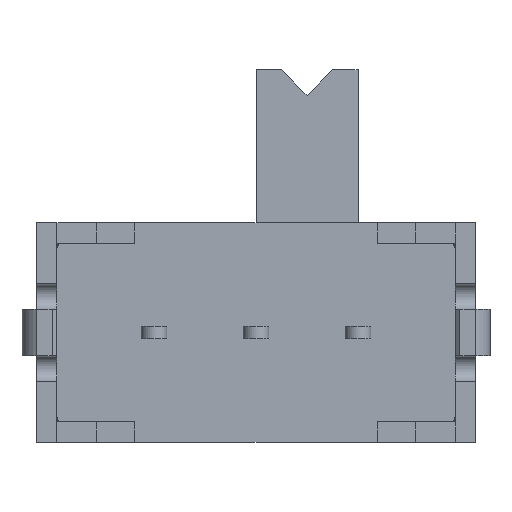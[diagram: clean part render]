
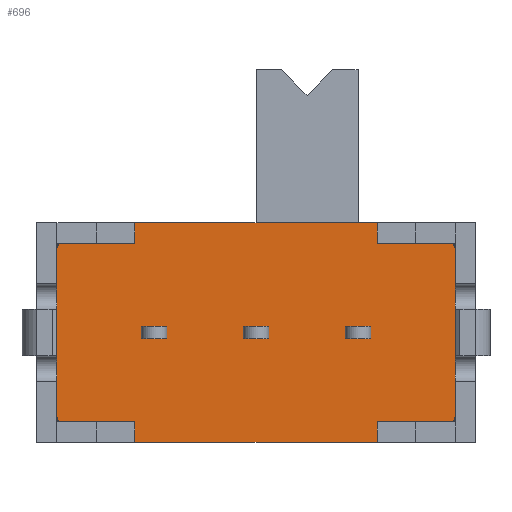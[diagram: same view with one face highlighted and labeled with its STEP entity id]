
A CAD part, front view. The second image highlights one B-rep face of the part: STEP entity #696.
In plain terms, the highlighted planar face has unit normal (0, -1, 0).
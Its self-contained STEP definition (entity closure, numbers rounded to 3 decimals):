
#30 = LINE ( 'NONE', #3553, #4134 ) ;
#35 = VERTEX_POINT ( 'NONE', #156 ) ;
#51 = CARTESIAN_POINT ( 'NONE',  ( -3.8, 0.6, 1.75 ) ) ;
#156 = CARTESIAN_POINT ( 'NONE',  ( -3.8, 0.6, -1.75 ) ) ;
#175 = DIRECTION ( 'NONE',  ( 0., -1., 0. ) ) ;
#212 = VERTEX_POINT ( 'NONE', #51 ) ;
#221 = VECTOR ( 'NONE', #2711, 1000. ) ;
#240 = VERTEX_POINT ( 'NONE', #384 ) ;
#246 = CARTESIAN_POINT ( 'NONE',  ( 2.375, 0.6, 1.75 ) ) ;
#318 = CARTESIAN_POINT ( 'NONE',  ( 3.8, 0.6, 1.75 ) ) ;
#321 = CARTESIAN_POINT ( 'NONE',  ( -3.8, 0.6, -1.65 ) ) ;
#328 = CARTESIAN_POINT ( 'NONE',  ( 3.8, 0.6, -1.65 ) ) ;
#343 = VERTEX_POINT ( 'NONE', #916 ) ;
#345 = AXIS2_PLACEMENT_3D ( 'NONE', #3471, #3811, #1499 ) ;
#351 = LINE ( 'NONE', #675, #2183 ) ;
#384 = CARTESIAN_POINT ( 'NONE',  ( 3.9, 0.6, -1.65 ) ) ;
#468 = VECTOR ( 'NONE', #3548, 1000. ) ;
#517 = CARTESIAN_POINT ( 'NONE',  ( 0., 0.6, 0. ) ) ;
#554 = ORIENTED_EDGE ( 'NONE', *, *, #2576, .T. ) ;
#571 = VERTEX_POINT ( 'NONE', #726 ) ;
#675 = CARTESIAN_POINT ( 'NONE',  ( 2.375, 0.6, -2.15 ) ) ;
#681 = DIRECTION ( 'NONE',  ( -1., 0., 0. ) ) ;
#696 = ADVANCED_FACE ( 'NONE', ( #1750 ), #2510, .F. ) ;
#726 = CARTESIAN_POINT ( 'NONE',  ( -3.9, 0.6, -1.65 ) ) ;
#804 = CARTESIAN_POINT ( 'NONE',  ( -3.8, 0.6, 1.65 ) ) ;
#838 = EDGE_CURVE ( 'NONE', #1661, #3921, #3093, .T. ) ;
#849 = EDGE_CURVE ( 'NONE', #1076, #3738, #1039, .T. ) ;
#888 = DIRECTION ( 'NONE',  ( 0., 0., -1. ) ) ;
#899 = LINE ( 'NONE', #1809, #1975 ) ;
#916 = CARTESIAN_POINT ( 'NONE',  ( -2.375, 0.6, 2.15 ) ) ;
#1039 = LINE ( 'NONE', #2890, #2808 ) ;
#1041 = ORIENTED_EDGE ( 'NONE', *, *, #2074, .T. ) ;
#1046 = EDGE_CURVE ( 'NONE', #3738, #1495, #2978, .T. ) ;
#1076 = VERTEX_POINT ( 'NONE', #1891 ) ;
#1135 = VERTEX_POINT ( 'NONE', #4274 ) ;
#1147 = CARTESIAN_POINT ( 'NONE',  ( 2.375, 0.6, 6.917 ) ) ;
#1153 = AXIS2_PLACEMENT_3D ( 'NONE', #804, #175, #2742 ) ;
#1162 = ORIENTED_EDGE ( 'NONE', *, *, #1177, .T. ) ;
#1166 = EDGE_CURVE ( 'NONE', #240, #2639, #2722, .T. ) ;
#1177 = EDGE_CURVE ( 'NONE', #1135, #343, #3996, .T. ) ;
#1185 = VERTEX_POINT ( 'NONE', #2277 ) ;
#1189 = DIRECTION ( 'NONE',  ( 0., 1., 0. ) ) ;
#1302 = DIRECTION ( 'NONE',  ( 1., 0., 0. ) ) ;
#1319 = DIRECTION ( 'NONE',  ( 0., -1., 0. ) ) ;
#1348 = VECTOR ( 'NONE', #1903, 1000. ) ;
#1396 = ORIENTED_EDGE ( 'NONE', *, *, #2051, .T. ) ;
#1475 = EDGE_CURVE ( 'NONE', #571, #35, #3494, .T. ) ;
#1479 = EDGE_CURVE ( 'NONE', #1661, #1076, #351, .T. ) ;
#1495 = VERTEX_POINT ( 'NONE', #2948 ) ;
#1499 = DIRECTION ( 'NONE',  ( -1., 0., 0. ) ) ;
#1510 = CIRCLE ( 'NONE', #1153, 0.1 ) ;
#1535 = ORIENTED_EDGE ( 'NONE', *, *, #4161, .T. ) ;
#1546 = EDGE_CURVE ( 'NONE', #1185, #571, #4145, .T. ) ;
#1563 = VERTEX_POINT ( 'NONE', #246 ) ;
#1612 = CIRCLE ( 'NONE', #1995, 0.1 ) ;
#1651 = VECTOR ( 'NONE', #3469, 1000. ) ;
#1661 = VERTEX_POINT ( 'NONE', #2755 ) ;
#1750 = FACE_OUTER_BOUND ( 'NONE', #3066, .T. ) ;
#1765 = CARTESIAN_POINT ( 'NONE',  ( 3.9, 0.6, 1.65 ) ) ;
#1773 = CARTESIAN_POINT ( 'NONE',  ( -3.9, 0.6, -1.75 ) ) ;
#1786 = AXIS2_PLACEMENT_3D ( 'NONE', #517, #1189, #4192 ) ;
#1809 = CARTESIAN_POINT ( 'NONE',  ( -3.9, 0.6, 1.75 ) ) ;
#1857 = ORIENTED_EDGE ( 'NONE', *, *, #1475, .T. ) ;
#1873 = VECTOR ( 'NONE', #3541, 1000. ) ;
#1891 = CARTESIAN_POINT ( 'NONE',  ( 2.375, 0.6, -2.15 ) ) ;
#1903 = DIRECTION ( 'NONE',  ( 0., 0., 1. ) ) ;
#1975 = VECTOR ( 'NONE', #3151, 1000. ) ;
#1995 = AXIS2_PLACEMENT_3D ( 'NONE', #328, #2320, #681 ) ;
#2013 = DIRECTION ( 'NONE',  ( -1., 0., 0. ) ) ;
#2051 = EDGE_CURVE ( 'NONE', #2639, #2366, #2179, .T. ) ;
#2056 = LINE ( 'NONE', #3901, #4067 ) ;
#2069 = CARTESIAN_POINT ( 'NONE',  ( -3.9, 0.6, -1.75 ) ) ;
#2074 = EDGE_CURVE ( 'NONE', #2366, #1563, #899, .T. ) ;
#2167 = ORIENTED_EDGE ( 'NONE', *, *, #3936, .F. ) ;
#2179 = CIRCLE ( 'NONE', #345, 0.1 ) ;
#2183 = VECTOR ( 'NONE', #1302, 1000. ) ;
#2191 = ORIENTED_EDGE ( 'NONE', *, *, #2851, .T. ) ;
#2208 = AXIS2_PLACEMENT_3D ( 'NONE', #321, #1319, #2013 ) ;
#2262 = LINE ( 'NONE', #1147, #1651 ) ;
#2277 = CARTESIAN_POINT ( 'NONE',  ( -3.9, 0.6, 1.65 ) ) ;
#2320 = DIRECTION ( 'NONE',  ( 0., -1., 0. ) ) ;
#2366 = VERTEX_POINT ( 'NONE', #318 ) ;
#2510 = PLANE ( 'NONE',  #1786 ) ;
#2516 = LINE ( 'NONE', #2069, #221 ) ;
#2576 = EDGE_CURVE ( 'NONE', #212, #1185, #1510, .T. ) ;
#2598 = CARTESIAN_POINT ( 'NONE',  ( -2.375, 0.6, 2.15 ) ) ;
#2611 = ORIENTED_EDGE ( 'NONE', *, *, #3815, .T. ) ;
#2612 = VECTOR ( 'NONE', #3983, 1000. ) ;
#2639 = VERTEX_POINT ( 'NONE', #1765 ) ;
#2663 = ORIENTED_EDGE ( 'NONE', *, *, #1479, .T. ) ;
#2711 = DIRECTION ( 'NONE',  ( 1., 0., 0. ) ) ;
#2722 = LINE ( 'NONE', #4017, #4322 ) ;
#2742 = DIRECTION ( 'NONE',  ( -1., 0., 0. ) ) ;
#2755 = CARTESIAN_POINT ( 'NONE',  ( -2.375, 0.6, -2.15 ) ) ;
#2790 = CARTESIAN_POINT ( 'NONE',  ( -2.375, 0.6, -1.75 ) ) ;
#2808 = VECTOR ( 'NONE', #2875, 1000. ) ;
#2851 = EDGE_CURVE ( 'NONE', #3603, #212, #30, .T. ) ;
#2869 = ORIENTED_EDGE ( 'NONE', *, *, #1166, .T. ) ;
#2875 = DIRECTION ( 'NONE',  ( 0., 0., 1. ) ) ;
#2890 = CARTESIAN_POINT ( 'NONE',  ( 2.375, 0.6, -6.917 ) ) ;
#2927 = EDGE_CURVE ( 'NONE', #1495, #240, #1612, .T. ) ;
#2948 = CARTESIAN_POINT ( 'NONE',  ( 3.8, 0.6, -1.75 ) ) ;
#2978 = LINE ( 'NONE', #3572, #468 ) ;
#3066 = EDGE_LOOP ( 'NONE', ( #2869, #1396, #1041, #2167, #1162, #1535, #2191, #554, #3395, #1857, #2611, #4003, #2663, #3741, #4325, #3711 ) ) ;
#3093 = LINE ( 'NONE', #3941, #1348 ) ;
#3151 = DIRECTION ( 'NONE',  ( -1., 0., 0. ) ) ;
#3218 = CARTESIAN_POINT ( 'NONE',  ( -2.375, 0.6, 1.75 ) ) ;
#3271 = DIRECTION ( 'NONE',  ( 0., 0., 1. ) ) ;
#3371 = CARTESIAN_POINT ( 'NONE',  ( 2.375, 0.6, -1.75 ) ) ;
#3395 = ORIENTED_EDGE ( 'NONE', *, *, #1546, .T. ) ;
#3469 = DIRECTION ( 'NONE',  ( 0., 0., -1. ) ) ;
#3471 = CARTESIAN_POINT ( 'NONE',  ( 3.8, 0.6, 1.65 ) ) ;
#3494 = CIRCLE ( 'NONE', #2208, 0.1 ) ;
#3541 = DIRECTION ( 'NONE',  ( 0., 0., -1. ) ) ;
#3548 = DIRECTION ( 'NONE',  ( 1., 0., 0. ) ) ;
#3553 = CARTESIAN_POINT ( 'NONE',  ( -3.9, 0.6, 1.75 ) ) ;
#3572 = CARTESIAN_POINT ( 'NONE',  ( -3.9, 0.6, -1.75 ) ) ;
#3603 = VERTEX_POINT ( 'NONE', #3218 ) ;
#3711 = ORIENTED_EDGE ( 'NONE', *, *, #2927, .T. ) ;
#3738 = VERTEX_POINT ( 'NONE', #3371 ) ;
#3741 = ORIENTED_EDGE ( 'NONE', *, *, #849, .T. ) ;
#3811 = DIRECTION ( 'NONE',  ( 0., -1., 0. ) ) ;
#3815 = EDGE_CURVE ( 'NONE', #35, #3921, #2516, .T. ) ;
#3901 = CARTESIAN_POINT ( 'NONE',  ( -2.375, 0.6, 6.917 ) ) ;
#3921 = VERTEX_POINT ( 'NONE', #2790 ) ;
#3923 = DIRECTION ( 'NONE',  ( -1., 0., 0. ) ) ;
#3936 = EDGE_CURVE ( 'NONE', #1135, #1563, #2262, .T. ) ;
#3941 = CARTESIAN_POINT ( 'NONE',  ( -2.375, 0.6, -6.917 ) ) ;
#3983 = DIRECTION ( 'NONE',  ( -1., 0., 0. ) ) ;
#3996 = LINE ( 'NONE', #2598, #2612 ) ;
#4003 = ORIENTED_EDGE ( 'NONE', *, *, #838, .F. ) ;
#4017 = CARTESIAN_POINT ( 'NONE',  ( 3.9, 0.6, -1.75 ) ) ;
#4067 = VECTOR ( 'NONE', #888, 1000. ) ;
#4134 = VECTOR ( 'NONE', #3923, 1000. ) ;
#4145 = LINE ( 'NONE', #1773, #1873 ) ;
#4161 = EDGE_CURVE ( 'NONE', #343, #3603, #2056, .T. ) ;
#4192 = DIRECTION ( 'NONE',  ( -1., 0., 0. ) ) ;
#4274 = CARTESIAN_POINT ( 'NONE',  ( 2.375, 0.6, 2.15 ) ) ;
#4322 = VECTOR ( 'NONE', #3271, 1000. ) ;
#4325 = ORIENTED_EDGE ( 'NONE', *, *, #1046, .T. ) ;
